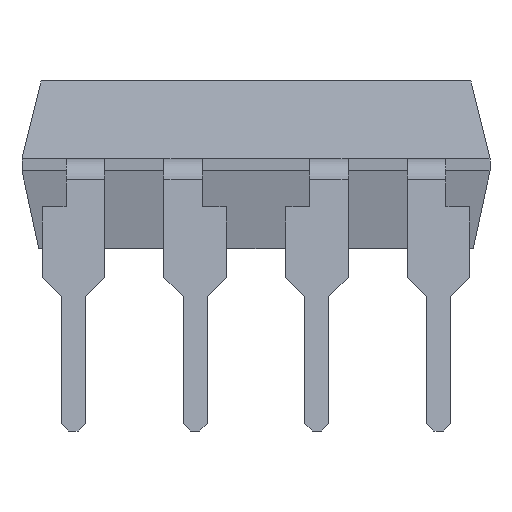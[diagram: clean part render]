
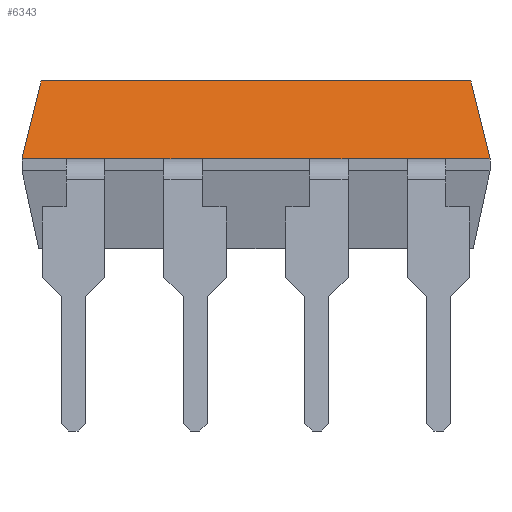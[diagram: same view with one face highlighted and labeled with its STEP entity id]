
A CAD part, front view. The second image highlights one B-rep face of the part: STEP entity #6343.
In plain terms, the highlighted planar face has unit normal (0, -0.971, 0.239).
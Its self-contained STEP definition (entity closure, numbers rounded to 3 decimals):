
#555=ORIENTED_EDGE('',*,*,#1848,.F.);
#556=ORIENTED_EDGE('',*,*,#1987,.F.);
#557=ORIENTED_EDGE('',*,*,#1962,.T.);
#558=ORIENTED_EDGE('',*,*,#1919,.T.);
#559=ORIENTED_EDGE('',*,*,#1960,.T.);
#560=ORIENTED_EDGE('',*,*,#1907,.T.);
#561=ORIENTED_EDGE('',*,*,#1982,.T.);
#562=ORIENTED_EDGE('',*,*,#1931,.T.);
#563=ORIENTED_EDGE('',*,*,#1964,.T.);
#564=ORIENTED_EDGE('',*,*,#1943,.T.);
#565=ORIENTED_EDGE('',*,*,#1966,.T.);
#566=ORIENTED_EDGE('',*,*,#1983,.F.);
#1848=EDGE_CURVE('',#2604,#2606,#3064,.T.);
#1907=EDGE_CURVE('',#2665,#2664,#3086,.T.);
#1919=EDGE_CURVE('',#2673,#2672,#3098,.T.);
#1931=EDGE_CURVE('',#2681,#2680,#3110,.T.);
#1943=EDGE_CURVE('',#2689,#2688,#3122,.T.);
#1960=EDGE_CURVE('',#2672,#2665,#3139,.T.);
#1962=EDGE_CURVE('',#2695,#2673,#3141,.T.);
#1964=EDGE_CURVE('',#2680,#2689,#3143,.T.);
#1966=EDGE_CURVE('',#2688,#2696,#3145,.T.);
#1982=EDGE_CURVE('',#2664,#2681,#3161,.T.);
#1983=EDGE_CURVE('',#2606,#2696,#3162,.T.);
#1987=EDGE_CURVE('',#2695,#2604,#3166,.T.);
#2604=VERTEX_POINT('',#8433);
#2606=VERTEX_POINT('',#8436);
#2664=VERTEX_POINT('',#8950);
#2665=VERTEX_POINT('',#8952);
#2672=VERTEX_POINT('',#8974);
#2673=VERTEX_POINT('',#8976);
#2680=VERTEX_POINT('',#8998);
#2681=VERTEX_POINT('',#9000);
#2688=VERTEX_POINT('',#9022);
#2689=VERTEX_POINT('',#9024);
#2695=VERTEX_POINT('',#9057);
#2696=VERTEX_POINT('',#9064);
#3064=LINE('',#8435,#3617);
#3086=LINE('',#8951,#3639);
#3098=LINE('',#8975,#3651);
#3110=LINE('',#8999,#3663);
#3122=LINE('',#9023,#3675);
#3139=LINE('',#9052,#3692);
#3141=LINE('',#9056,#3694);
#3143=LINE('',#9060,#3696);
#3145=LINE('',#9063,#3698);
#3161=LINE('',#9090,#3714);
#3162=LINE('',#9092,#3715);
#3166=LINE('',#9097,#3719);
#3617=VECTOR('',#6931,1000.);
#3639=VECTOR('',#6959,1000.);
#3651=VECTOR('',#6979,1000.);
#3663=VECTOR('',#6999,1000.);
#3675=VECTOR('',#7019,1000.);
#3692=VECTOR('',#7050,1000.);
#3694=VECTOR('',#7054,1000.);
#3696=VECTOR('',#7058,1000.);
#3698=VECTOR('',#7062,1000.);
#3714=VECTOR('',#7088,1000.);
#3715=VECTOR('',#7091,1000.);
#3719=VECTOR('',#7097,1000.);
#4212=EDGE_LOOP('',(#555,#556,#557,#558,#559,#560,#561,#562,#563,#564,#565,
#566));
#4537=FACE_BOUND('',#4212,.T.);
#4844=PLANE('',#6656);
#6343=ADVANCED_FACE('',(#4537),#4844,.F.);
#6656=AXIS2_PLACEMENT_3D('',#9104,#7109,#7110);
#6931=DIRECTION('',(1.,0.,0.));
#6959=DIRECTION('',(1.,0.,0.));
#6979=DIRECTION('',(1.,0.,0.));
#6999=DIRECTION('',(1.,0.,0.));
#7019=DIRECTION('',(1.,0.,0.));
#7050=DIRECTION('',(1.,0.,0.));
#7054=DIRECTION('',(1.,0.,0.));
#7058=DIRECTION('',(1.,0.,0.));
#7062=DIRECTION('',(1.,0.,0.));
#7088=DIRECTION('',(1.,0.,0.));
#7091=DIRECTION('',(0.232,-0.232,-0.944));
#7097=DIRECTION('',(0.232,0.232,0.944));
#7109=DIRECTION('',(0.,0.971,-0.239));
#7110=DIRECTION('',(0.,0.239,0.971));
#8433=CARTESIAN_POINT('',(-4.48,-2.9,3.5));
#8435=CARTESIAN_POINT('',(-4.88,-2.9,3.5));
#8436=CARTESIAN_POINT('',(4.48,-2.9,3.5));
#8950=CARTESIAN_POINT('',(-1.12,-3.3,1.875));
#8951=CARTESIAN_POINT('',(-4.88,-3.3,1.875));
#8952=CARTESIAN_POINT('',(-1.92,-3.3,1.875));
#8974=CARTESIAN_POINT('',(-3.16,-3.3,1.875));
#8975=CARTESIAN_POINT('',(-4.88,-3.3,1.875));
#8976=CARTESIAN_POINT('',(-3.96,-3.3,1.875));
#8998=CARTESIAN_POINT('',(1.92,-3.3,1.875));
#8999=CARTESIAN_POINT('',(-4.88,-3.3,1.875));
#9000=CARTESIAN_POINT('',(1.12,-3.3,1.875));
#9022=CARTESIAN_POINT('',(3.96,-3.3,1.875));
#9023=CARTESIAN_POINT('',(-4.88,-3.3,1.875));
#9024=CARTESIAN_POINT('',(3.16,-3.3,1.875));
#9052=CARTESIAN_POINT('',(-4.88,-3.3,1.875));
#9056=CARTESIAN_POINT('',(-4.88,-3.3,1.875));
#9057=CARTESIAN_POINT('',(-4.88,-3.3,1.875));
#9060=CARTESIAN_POINT('',(-4.88,-3.3,1.875));
#9063=CARTESIAN_POINT('',(-4.88,-3.3,1.875));
#9064=CARTESIAN_POINT('',(4.88,-3.3,1.875));
#9090=CARTESIAN_POINT('',(-4.88,-3.3,1.875));
#9092=CARTESIAN_POINT('',(4.88,-3.3,1.875));
#9097=CARTESIAN_POINT('',(-4.88,-3.3,1.875));
#9104=CARTESIAN_POINT('',(-4.88,-3.3,1.875));
